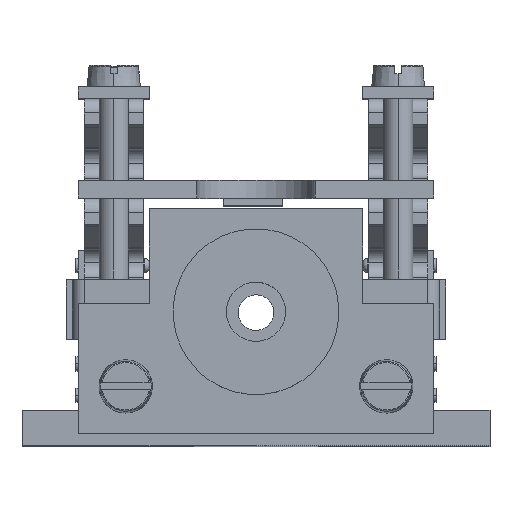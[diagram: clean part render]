
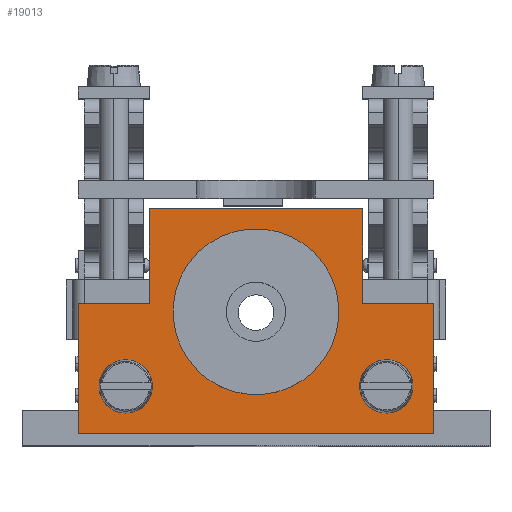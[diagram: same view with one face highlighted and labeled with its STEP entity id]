
A CAD part, top view. The second image highlights one B-rep face of the part: STEP entity #19013.
In plain terms, the highlighted planar face has unit normal (0, 0, 1).
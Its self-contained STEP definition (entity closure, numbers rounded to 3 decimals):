
#3972 = DIRECTION ( 'NONE',  ( 1., 0., 0. ) ) ;
#3973 = DIRECTION ( 'NONE',  ( 0., 0., 1. ) ) ;
#3974 = CARTESIAN_POINT ( 'NONE',  ( 16.253, 5.827, 36.367 ) ) ;
#3975 = DIRECTION ( 'NONE',  ( 1., 0., 0. ) ) ;
#3976 = DIRECTION ( 'NONE',  ( 0., 0., 1. ) ) ;
#3978 = CARTESIAN_POINT ( 'NONE',  ( 16.253, 5.827, 36.367 ) ) ;
#3996 = CARTESIAN_POINT ( 'NONE',  ( -9.747, 20.827, 36.367 ) ) ;
#3997 = DIRECTION ( 'NONE',  ( -1., 0., 0. ) ) ;
#4094 = DIRECTION ( 'NONE',  ( 0., -1., 0. ) ) ;
#4188 = CARTESIAN_POINT ( 'NONE',  ( 20.253, 12.827, 36.367 ) ) ;
#4191 = CARTESIAN_POINT ( 'NONE',  ( -5.747, 5.827, 36.367 ) ) ;
#4215 = DIRECTION ( 'NONE',  ( 0., 1., 0. ) ) ;
#4216 = CARTESIAN_POINT ( 'NONE',  ( 14.253, 20.827, 36.367 ) ) ;
#4217 = CARTESIAN_POINT ( 'NONE',  ( -3.747, 20.827, 36.367 ) ) ;
#4221 = DIRECTION ( 'NONE',  ( 0., -1., 0. ) ) ;
#4231 = DIRECTION ( 'NONE',  ( 0., 0., 1. ) ) ;
#4233 = DIRECTION ( 'NONE',  ( 1., 0., 0. ) ) ;
#4235 = DIRECTION ( 'NONE',  ( 0., 0., 1. ) ) ;
#4236 = CARTESIAN_POINT ( 'NONE',  ( 5.253, 12.127, 36.367 ) ) ;
#4237 = DIRECTION ( 'NONE',  ( 1., 0., 0. ) ) ;
#4238 = DIRECTION ( 'NONE',  ( 1., 0., 0. ) ) ;
#4243 = CARTESIAN_POINT ( 'NONE',  ( -9.747, 1.827, 36.367 ) ) ;
#4244 = DIRECTION ( 'NONE',  ( 1., 0., 0. ) ) ;
#4247 = DIRECTION ( 'NONE',  ( 1., 0., 0. ) ) ;
#4256 = CARTESIAN_POINT ( 'NONE',  ( 5.253, 12.127, 36.367 ) ) ;
#4257 = DIRECTION ( 'NONE',  ( 0., 0., 1. ) ) ;
#4259 = DIRECTION ( 'NONE',  ( 1., 0., 0. ) ) ;
#4261 = CARTESIAN_POINT ( 'NONE',  ( -5.747, 5.827, 36.367 ) ) ;
#4263 = DIRECTION ( 'NONE',  ( 0., 0., 1. ) ) ;
#4291 = CARTESIAN_POINT ( 'NONE',  ( -9.747, 20.827, 36.367 ) ) ;
#4336 = DIRECTION ( 'NONE',  ( 1., 0., 0. ) ) ;
#4343 = CARTESIAN_POINT ( 'NONE',  ( -9.747, 12.827, 36.367 ) ) ;
#4399 = DIRECTION ( 'NONE',  ( 0., 1., 0. ) ) ;
#4401 = CARTESIAN_POINT ( 'NONE',  ( 20.253, 20.827, 36.367 ) ) ;
#6994 = ORIENTED_EDGE ( 'NONE', *, *, #24810, .F. ) ;
#6995 = ORIENTED_EDGE ( 'NONE', *, *, #24767, .F. ) ;
#7179 = ORIENTED_EDGE ( 'NONE', *, *, #24683, .F. ) ;
#7227 = ORIENTED_EDGE ( 'NONE', *, *, #24785, .F. ) ;
#7228 = ORIENTED_EDGE ( 'NONE', *, *, #24803, .F. ) ;
#7229 = ORIENTED_EDGE ( 'NONE', *, *, #24781, .F. ) ;
#7230 = ORIENTED_EDGE ( 'NONE', *, *, #24788, .F. ) ;
#9359 = DIRECTION ( 'NONE',  ( 0., 0., 1. ) ) ;
#9448 = DIRECTION ( 'NONE',  ( 1., 0., 0. ) ) ;
#9599 = CARTESIAN_POINT ( 'NONE',  ( -9.747, 1.827, 36.367 ) ) ;
#10147 = PLANE ( 'NONE',  #29912 ) ;
#10280 = LINE ( 'NONE', #4401, #10283 ) ;
#10283 = VECTOR ( 'NONE', #4399, 1000. ) ;
#10344 = LINE ( 'NONE', #4343, #10347 ) ;
#10347 = VECTOR ( 'NONE', #4336, 1000. ) ;
#10353 = LINE ( 'NONE', #4291, #10360 ) ;
#10360 = VECTOR ( 'NONE', #4094, 1000. ) ;
#10385 = LINE ( 'NONE', #4217, #10388 ) ;
#10388 = VECTOR ( 'NONE', #4215, 1000. ) ;
#10395 = LINE ( 'NONE', #4216, #10397 ) ;
#10397 = VECTOR ( 'NONE', #4221, 1000. ) ;
#10399 = CIRCLE ( 'NONE', #30762, 1.9 ) ;
#10406 = CIRCLE ( 'NONE', #30670, 5.4 ) ;
#10408 = CIRCLE ( 'NONE', #30679, 1.9 ) ;
#10409 = CIRCLE ( 'NONE', #30686, 5.4 ) ;
#10418 = LINE ( 'NONE', #4243, #10420 ) ;
#10420 = VECTOR ( 'NONE', #4244, 1000. ) ;
#10421 = LINE ( 'NONE', #4188, #10424 ) ;
#10424 = VECTOR ( 'NONE', #4259, 1000. ) ;
#10441 = CIRCLE ( 'NONE', #30724, 1.9 ) ;
#10447 = CIRCLE ( 'NONE', #30765, 1.9 ) ;
#10460 = LINE ( 'NONE', #3996, #10462 ) ;
#10462 = VECTOR ( 'NONE', #3997, 1000. ) ;
#14779 = VERTEX_POINT ( 'NONE', #28299 ) ;
#14790 = VERTEX_POINT ( 'NONE', #28292 ) ;
#14791 = VERTEX_POINT ( 'NONE', #28291 ) ;
#14794 = VERTEX_POINT ( 'NONE', #28288 ) ;
#14819 = VERTEX_POINT ( 'NONE', #28267 ) ;
#14850 = VERTEX_POINT ( 'NONE', #28244 ) ;
#14851 = VERTEX_POINT ( 'NONE', #28243 ) ;
#14853 = VERTEX_POINT ( 'NONE', #28242 ) ;
#15087 = VERTEX_POINT ( 'NONE', #28111 ) ;
#15089 = VERTEX_POINT ( 'NONE', #28110 ) ;
#15367 = VERTEX_POINT ( 'NONE', #27925 ) ;
#15379 = VERTEX_POINT ( 'NONE', #27914 ) ;
#15487 = VERTEX_POINT ( 'NONE', #27797 ) ;
#15495 = VERTEX_POINT ( 'NONE', #27785 ) ;
#17306 = EDGE_LOOP ( 'NONE', ( #21807, #21795 ) ) ;
#17310 = EDGE_LOOP ( 'NONE', ( #7230, #7229 ) ) ;
#17317 = EDGE_LOOP ( 'NONE', ( #6994, #6995, #21526, #21523, #7179, #21681, #21701, #21696 ) ) ;
#17319 = EDGE_LOOP ( 'NONE', ( #7228, #7227 ) ) ;
#19013 = ADVANCED_FACE ( 'NONE', ( #31668, #31672, #31669, #31667 ), #10147, .T. ) ;
#21523 = ORIENTED_EDGE ( 'NONE', *, *, #24740, .F. ) ;
#21526 = ORIENTED_EDGE ( 'NONE', *, *, #24884, .T. ) ;
#21681 = ORIENTED_EDGE ( 'NONE', *, *, #24704, .T. ) ;
#21696 = ORIENTED_EDGE ( 'NONE', *, *, #24589, .T. ) ;
#21701 = ORIENTED_EDGE ( 'NONE', *, *, #24805, .T. ) ;
#21795 = ORIENTED_EDGE ( 'NONE', *, *, #24854, .F. ) ;
#21807 = ORIENTED_EDGE ( 'NONE', *, *, #24858, .F. ) ;
#24589 = EDGE_CURVE ( 'NONE', #15379, #15089, #10280, .T. ) ;
#24683 = EDGE_CURVE ( 'NONE', #14850, #15487, #10344, .T. ) ;
#24704 = EDGE_CURVE ( 'NONE', #14850, #14853, #10353, .T. ) ;
#24740 = EDGE_CURVE ( 'NONE', #15487, #14851, #10385, .T. ) ;
#24767 = EDGE_CURVE ( 'NONE', #15495, #14819, #10395, .T. ) ;
#24781 = EDGE_CURVE ( 'NONE', #14790, #14794, #10399, .T. ) ;
#24785 = EDGE_CURVE ( 'NONE', #15087, #15367, #10406, .T. ) ;
#24788 = EDGE_CURVE ( 'NONE', #14794, #14790, #10408, .T. ) ;
#24803 = EDGE_CURVE ( 'NONE', #15367, #15087, #10409, .T. ) ;
#24805 = EDGE_CURVE ( 'NONE', #14853, #15379, #10418, .T. ) ;
#24810 = EDGE_CURVE ( 'NONE', #14819, #15089, #10421, .T. ) ;
#24854 = EDGE_CURVE ( 'NONE', #14779, #14791, #10447, .T. ) ;
#24858 = EDGE_CURVE ( 'NONE', #14791, #14779, #10441, .T. ) ;
#24884 = EDGE_CURVE ( 'NONE', #15495, #14851, #10460, .T. ) ;
#27785 = CARTESIAN_POINT ( 'NONE',  ( 14.253, 20.827, 36.367 ) ) ;
#27797 = CARTESIAN_POINT ( 'NONE',  ( -3.747, 12.827, 36.367 ) ) ;
#27914 = CARTESIAN_POINT ( 'NONE',  ( 20.253, 1.827, 36.367 ) ) ;
#27925 = CARTESIAN_POINT ( 'NONE',  ( 10.653, 12.127, 36.367 ) ) ;
#28110 = CARTESIAN_POINT ( 'NONE',  ( 20.253, 12.827, 36.367 ) ) ;
#28111 = CARTESIAN_POINT ( 'NONE',  ( -0.147, 12.127, 36.367 ) ) ;
#28242 = CARTESIAN_POINT ( 'NONE',  ( -9.747, 1.827, 36.367 ) ) ;
#28243 = CARTESIAN_POINT ( 'NONE',  ( -3.747, 20.827, 36.367 ) ) ;
#28244 = CARTESIAN_POINT ( 'NONE',  ( -9.747, 12.827, 36.367 ) ) ;
#28267 = CARTESIAN_POINT ( 'NONE',  ( 14.253, 12.827, 36.367 ) ) ;
#28288 = CARTESIAN_POINT ( 'NONE',  ( -3.847, 5.827, 36.367 ) ) ;
#28291 = CARTESIAN_POINT ( 'NONE',  ( 18.153, 5.827, 36.367 ) ) ;
#28292 = CARTESIAN_POINT ( 'NONE',  ( -7.647, 5.827, 36.367 ) ) ;
#28299 = CARTESIAN_POINT ( 'NONE',  ( 14.353, 5.827, 36.367 ) ) ;
#29912 = AXIS2_PLACEMENT_3D ( 'NONE', #9599, #9359, #9448 ) ;
#30670 = AXIS2_PLACEMENT_3D ( 'NONE', #4236, #4235, #4237 ) ;
#30679 = AXIS2_PLACEMENT_3D ( 'NONE', #4261, #4263, #4238 ) ;
#30686 = AXIS2_PLACEMENT_3D ( 'NONE', #4256, #4257, #4247 ) ;
#30724 = AXIS2_PLACEMENT_3D ( 'NONE', #3974, #3973, #3972 ) ;
#30762 = AXIS2_PLACEMENT_3D ( 'NONE', #4191, #4231, #4233 ) ;
#30765 = AXIS2_PLACEMENT_3D ( 'NONE', #3978, #3976, #3975 ) ;
#31667 = FACE_BOUND ( 'NONE', #17306, .T. ) ;
#31668 = FACE_OUTER_BOUND ( 'NONE', #17317, .T. ) ;
#31669 = FACE_BOUND ( 'NONE', #17310, .T. ) ;
#31672 = FACE_BOUND ( 'NONE', #17319, .T. ) ;
